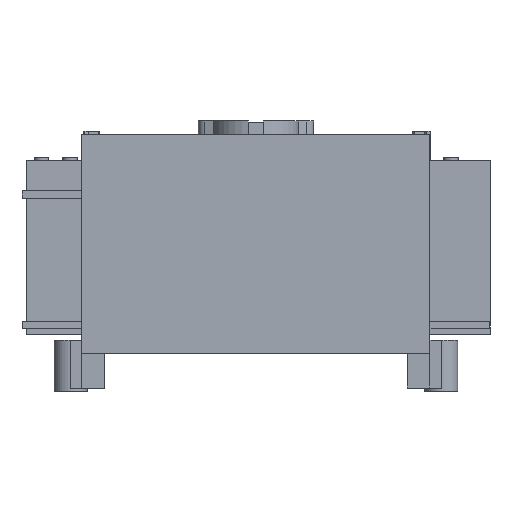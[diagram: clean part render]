
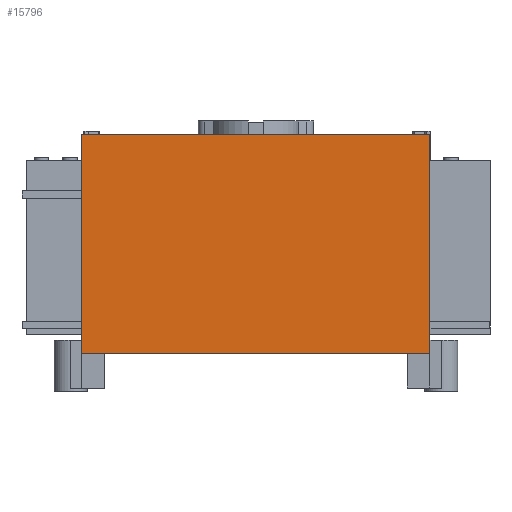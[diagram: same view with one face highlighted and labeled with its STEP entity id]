
A CAD part, left-side view. The second image highlights one B-rep face of the part: STEP entity #15796.
In plain terms, the highlighted planar face has unit normal (-1, 0, 0).
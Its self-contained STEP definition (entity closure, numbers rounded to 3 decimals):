
#599=CARTESIAN_POINT('',(-198.499,11.016,51.011));
#600=VERTEX_POINT('',#599);
#607=CARTESIAN_POINT('',(-198.499,11.016,-94.989));
#608=VERTEX_POINT('',#607);
#609=CARTESIAN_POINT('',(-198.499,11.016,51.011));
#610=DIRECTION('',(0.0,0.0,-1.0));
#611=VECTOR('',#610,146.);
#612=LINE('',#609,#611);
#613=EDGE_CURVE('',#600,#608,#612,.T.);
#7271=CARTESIAN_POINT('',(-198.499,243.021,-94.989));
#7272=VERTEX_POINT('',#7271);
#7279=CARTESIAN_POINT('',(-198.499,243.021,51.011));
#7280=VERTEX_POINT('',#7279);
#7281=CARTESIAN_POINT('',(-198.499,243.021,-94.989));
#7282=DIRECTION('',(0.0,0.0,1.0));
#7283=VECTOR('',#7282,146.);
#7284=LINE('',#7281,#7283);
#7285=EDGE_CURVE('',#7272,#7280,#7284,.T.);
#15746=CARTESIAN_POINT('',(-198.499,243.021,-94.989));
#15747=DIRECTION('',(0.0,-1.0,0.0));
#15748=VECTOR('',#15747,232.004);
#15749=LINE('',#15746,#15748);
#15750=EDGE_CURVE('',#7272,#608,#15749,.T.);
#15780=CARTESIAN_POINT('',(-198.499,239.021,-32.489));
#15781=DIRECTION('',(-1.0,0.0,0.0));
#15782=DIRECTION('',(0.0,0.0,1.0));
#15783=AXIS2_PLACEMENT_3D('',#15780,#15781,#15782);
#15784=PLANE('',#15783);
#15785=ORIENTED_EDGE('',*,*,#7285,.F.);
#15786=ORIENTED_EDGE('',*,*,#15750,.T.);
#15787=ORIENTED_EDGE('',*,*,#613,.F.);
#15788=CARTESIAN_POINT('',(-198.499,243.021,51.011));
#15789=DIRECTION('',(0.0,-1.0,0.0));
#15790=VECTOR('',#15789,232.004);
#15791=LINE('',#15788,#15790);
#15792=EDGE_CURVE('',#7280,#600,#15791,.T.);
#15793=ORIENTED_EDGE('',*,*,#15792,.F.);
#15794=EDGE_LOOP('',(#15785,#15786,#15787,#15793));
#15795=FACE_OUTER_BOUND('',#15794,.T.);
#15796=ADVANCED_FACE('',(#15795),#15784,.T.);
